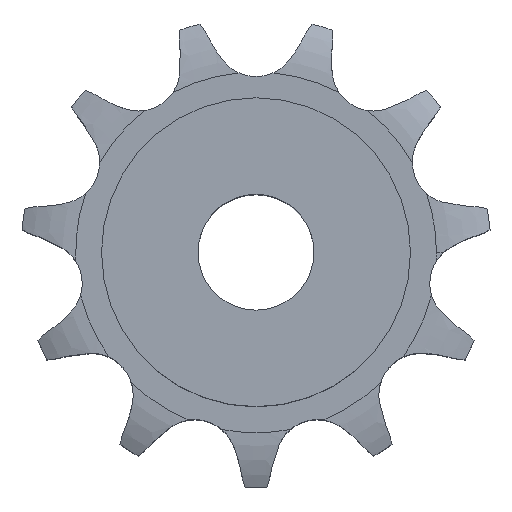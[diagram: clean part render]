
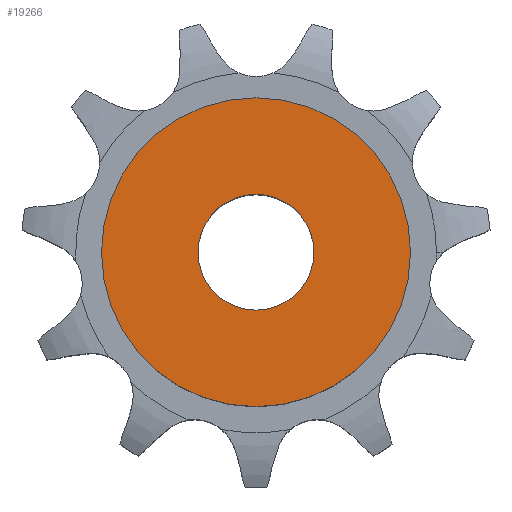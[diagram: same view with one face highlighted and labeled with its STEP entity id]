
A CAD part, top view. The second image highlights one B-rep face of the part: STEP entity #19266.
In plain terms, the highlighted planar face has unit normal (0, 0, 1).
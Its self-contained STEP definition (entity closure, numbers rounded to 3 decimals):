
#10366 = CYLINDRICAL_SURFACE('',#10367,6.);
#10367 = AXIS2_PLACEMENT_3D('',#10368,#10369,#10370);
#10368 = CARTESIAN_POINT('',(0.,0.,88.416));
#10369 = DIRECTION('',(0.,0.,1.));
#10370 = DIRECTION('',(1.,0.,0.));
#13151 = EDGE_CURVE('',#13152,#13152,#13154,.T.);
#13152 = VERTEX_POINT('',#13153);
#13153 = CARTESIAN_POINT('',(6.,0.,35.));
#13154 = SURFACE_CURVE('',#13155,(#13160,#13167),.PCURVE_S1.);
#13155 = CIRCLE('',#13156,6.);
#13156 = AXIS2_PLACEMENT_3D('',#13157,#13158,#13159);
#13157 = CARTESIAN_POINT('',(0.,0.,35.));
#13158 = DIRECTION('',(0.,0.,1.));
#13159 = DIRECTION('',(1.,0.,0.));
#13160 = PCURVE('',#10366,#13161);
#13161 = DEFINITIONAL_REPRESENTATION('',(#13162),#13166);
#13162 = LINE('',#13163,#13164);
#13163 = CARTESIAN_POINT('',(0.,-53.416));
#13164 = VECTOR('',#13165,1.);
#13165 = DIRECTION('',(1.,0.));
#13166 = ( GEOMETRIC_REPRESENTATION_CONTEXT(2) 
PARAMETRIC_REPRESENTATION_CONTEXT() REPRESENTATION_CONTEXT('2D SPACE',''
  ) );
#13167 = PCURVE('',#13168,#13173);
#13168 = PLANE('',#13169);
#13169 = AXIS2_PLACEMENT_3D('',#13170,#13171,#13172);
#13170 = CARTESIAN_POINT('',(0.,0.,35.)
  );
#13171 = DIRECTION('',(0.,0.,1.));
#13172 = DIRECTION('',(1.,0.,0.));
#13173 = DEFINITIONAL_REPRESENTATION('',(#13174),#13178);
#13174 = CIRCLE('',#13175,6.);
#13175 = AXIS2_PLACEMENT_2D('',#13176,#13177);
#13176 = CARTESIAN_POINT('',(0.,0.));
#13177 = DIRECTION('',(1.,0.));
#13178 = ( GEOMETRIC_REPRESENTATION_CONTEXT(2) 
PARAMETRIC_REPRESENTATION_CONTEXT() REPRESENTATION_CONTEXT('2D SPACE',''
  ) );
#19266 = ADVANCED_FACE('',(#19267,#19298),#13168,.T.);
#19267 = FACE_BOUND('',#19268,.T.);
#19268 = EDGE_LOOP('',(#19269));
#19269 = ORIENTED_EDGE('',*,*,#19270,.T.);
#19270 = EDGE_CURVE('',#19271,#19271,#19273,.T.);
#19271 = VERTEX_POINT('',#19272);
#19272 = CARTESIAN_POINT('',(16.,0.,35.));
#19273 = SURFACE_CURVE('',#19274,(#19279,#19286),.PCURVE_S1.);
#19274 = CIRCLE('',#19275,16.);
#19275 = AXIS2_PLACEMENT_3D('',#19276,#19277,#19278);
#19276 = CARTESIAN_POINT('',(0.,0.,35.));
#19277 = DIRECTION('',(0.,0.,1.));
#19278 = DIRECTION('',(1.,0.,0.));
#19279 = PCURVE('',#13168,#19280);
#19280 = DEFINITIONAL_REPRESENTATION('',(#19281),#19285);
#19281 = CIRCLE('',#19282,16.);
#19282 = AXIS2_PLACEMENT_2D('',#19283,#19284);
#19283 = CARTESIAN_POINT('',(0.,0.));
#19284 = DIRECTION('',(1.,0.));
#19285 = ( GEOMETRIC_REPRESENTATION_CONTEXT(2) 
PARAMETRIC_REPRESENTATION_CONTEXT() REPRESENTATION_CONTEXT('2D SPACE',''
  ) );
#19286 = PCURVE('',#19287,#19292);
#19287 = CYLINDRICAL_SURFACE('',#19288,16.);
#19288 = AXIS2_PLACEMENT_3D('',#19289,#19290,#19291);
#19289 = CARTESIAN_POINT('',(0.,0.,0.));
#19290 = DIRECTION('',(-0.,-0.,-1.));
#19291 = DIRECTION('',(1.,0.,0.));
#19292 = DEFINITIONAL_REPRESENTATION('',(#19293),#19297);
#19293 = LINE('',#19294,#19295);
#19294 = CARTESIAN_POINT('',(-0.,-35.));
#19295 = VECTOR('',#19296,1.);
#19296 = DIRECTION('',(-1.,0.));
#19297 = ( GEOMETRIC_REPRESENTATION_CONTEXT(2) 
PARAMETRIC_REPRESENTATION_CONTEXT() REPRESENTATION_CONTEXT('2D SPACE',''
  ) );
#19298 = FACE_BOUND('',#19299,.T.);
#19299 = EDGE_LOOP('',(#19300));
#19300 = ORIENTED_EDGE('',*,*,#13151,.F.);
